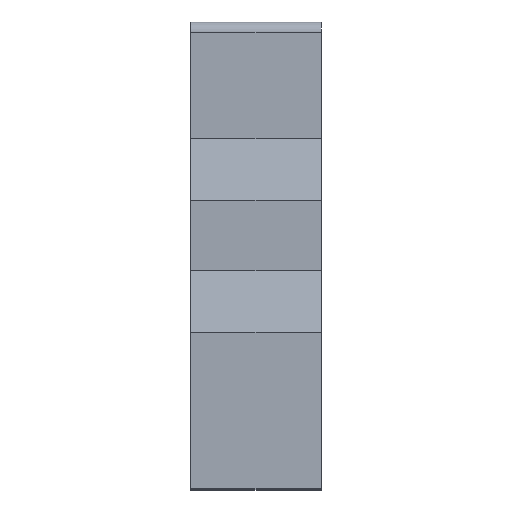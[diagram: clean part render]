
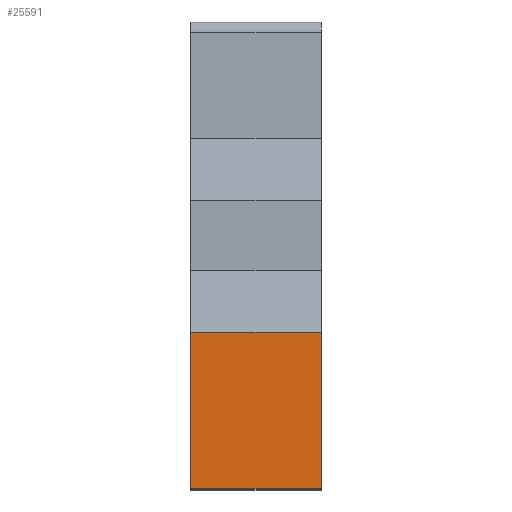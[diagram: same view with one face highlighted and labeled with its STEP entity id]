
A CAD part, top view. The second image highlights one B-rep face of the part: STEP entity #25591.
In plain terms, the highlighted planar face has unit normal (0, 0, 1).
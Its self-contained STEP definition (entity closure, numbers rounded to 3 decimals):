
#2393 = ORIENTED_EDGE ( 'NONE', *, *, #28155, .F. ) ;
#2962 = VERTEX_POINT ( 'NONE', #36748 ) ;
#3910 = AXIS2_PLACEMENT_3D ( 'NONE', #28014, #13611, #34456 ) ;
#4046 = CARTESIAN_POINT ( 'NONE',  ( 9., -10.6, 45. ) ) ;
#8359 = EDGE_CURVE ( 'NONE', #2962, #57853, #35737, .T. ) ;
#11928 = DIRECTION ( 'NONE',  ( 1., 0., 0. ) ) ;
#13611 = DIRECTION ( 'NONE',  ( 0., 0., -1. ) ) ;
#17238 = VECTOR ( 'NONE', #11928, 1000. ) ;
#17851 = VERTEX_POINT ( 'NONE', #37681 ) ;
#18249 = CARTESIAN_POINT ( 'NONE',  ( 9., -32.25, 45. ) ) ;
#19340 = VECTOR ( 'NONE', #35590, 1000. ) ;
#23222 = ORIENTED_EDGE ( 'NONE', *, *, #35046, .F. ) ;
#25165 = DIRECTION ( 'NONE',  ( 0., -1., 0. ) ) ;
#25591 = ADVANCED_FACE ( 'NONE', ( #49716 ), #48720, .F. ) ;
#26820 = CARTESIAN_POINT ( 'NONE',  ( -9., -32.25, 45. ) ) ;
#27302 = LINE ( 'NONE', #27986, #17238 ) ;
#27986 = CARTESIAN_POINT ( 'NONE',  ( -17.86, -10.6, 45. ) ) ;
#28014 = CARTESIAN_POINT ( 'NONE',  ( 9., -32.25, 45. ) ) ;
#28155 = EDGE_CURVE ( 'NONE', #31856, #17851, #59437, .T. ) ;
#30272 = CARTESIAN_POINT ( 'NONE',  ( -9., -32.25, 45. ) ) ;
#31856 = VERTEX_POINT ( 'NONE', #4046 ) ;
#33934 = EDGE_CURVE ( 'NONE', #17851, #57853, #40702, .T. ) ;
#34456 = DIRECTION ( 'NONE',  ( -1., 0., 0. ) ) ;
#35046 = EDGE_CURVE ( 'NONE', #2962, #31856, #27302, .T. ) ;
#35590 = DIRECTION ( 'NONE',  ( -1., 0., 0. ) ) ;
#35737 = LINE ( 'NONE', #30272, #45528 ) ;
#36748 = CARTESIAN_POINT ( 'NONE',  ( -9., -10.6, 45. ) ) ;
#37681 = CARTESIAN_POINT ( 'NONE',  ( 9., -32.25, 45. ) ) ;
#40013 = VECTOR ( 'NONE', #55654, 1000. ) ;
#40052 = CARTESIAN_POINT ( 'NONE',  ( 9., -32.25, 45. ) ) ;
#40702 = LINE ( 'NONE', #40052, #19340 ) ;
#45528 = VECTOR ( 'NONE', #25165, 1000. ) ;
#48720 = PLANE ( 'NONE',  #3910 ) ;
#49716 = FACE_OUTER_BOUND ( 'NONE', #60418, .T. ) ;
#55654 = DIRECTION ( 'NONE',  ( 0., -1., 0. ) ) ;
#57853 = VERTEX_POINT ( 'NONE', #26820 ) ;
#58608 = ORIENTED_EDGE ( 'NONE', *, *, #33934, .F. ) ;
#59437 = LINE ( 'NONE', #18249, #40013 ) ;
#59570 = ORIENTED_EDGE ( 'NONE', *, *, #8359, .T. ) ;
#60418 = EDGE_LOOP ( 'NONE', ( #23222, #59570, #58608, #2393 ) ) ;
